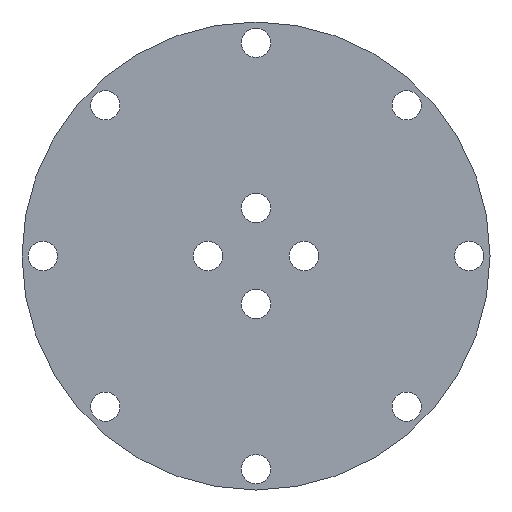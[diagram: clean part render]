
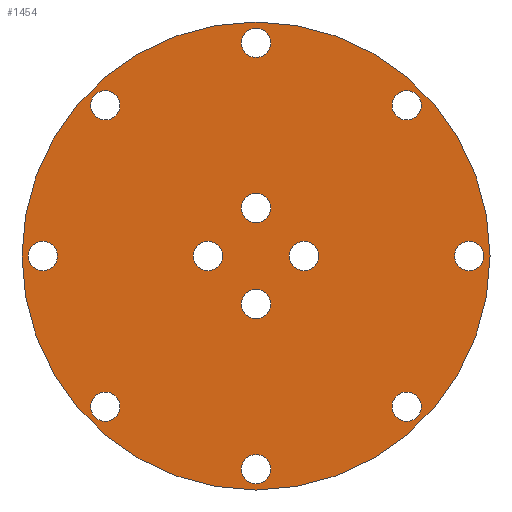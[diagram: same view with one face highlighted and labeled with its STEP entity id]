
A CAD part, front view. The second image highlights one B-rep face of the part: STEP entity #1454.
In plain terms, the highlighted planar face has unit normal (0, -1, 0).
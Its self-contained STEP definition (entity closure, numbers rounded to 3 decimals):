
#61=FACE_BOUND('',#297,.T.);
#62=FACE_BOUND('',#298,.T.);
#63=FACE_BOUND('',#299,.T.);
#64=FACE_BOUND('',#300,.T.);
#65=FACE_BOUND('',#301,.T.);
#66=FACE_BOUND('',#302,.T.);
#67=FACE_BOUND('',#303,.T.);
#68=FACE_BOUND('',#304,.T.);
#69=FACE_BOUND('',#305,.T.);
#70=FACE_BOUND('',#306,.T.);
#71=FACE_BOUND('',#307,.T.);
#72=FACE_BOUND('',#308,.T.);
#106=PLANE('',#1636);
#180=FACE_OUTER_BOUND('',#296,.T.);
#296=EDGE_LOOP('',(#1328));
#297=EDGE_LOOP('',(#1329));
#298=EDGE_LOOP('',(#1330));
#299=EDGE_LOOP('',(#1331));
#300=EDGE_LOOP('',(#1332));
#301=EDGE_LOOP('',(#1333));
#302=EDGE_LOOP('',(#1334));
#303=EDGE_LOOP('',(#1335));
#304=EDGE_LOOP('',(#1336));
#305=EDGE_LOOP('',(#1337));
#306=EDGE_LOOP('',(#1338));
#307=EDGE_LOOP('',(#1339));
#308=EDGE_LOOP('',(#1340));
#375=CIRCLE('',#1597,1.75);
#377=CIRCLE('',#1600,1.75);
#379=CIRCLE('',#1603,1.75);
#381=CIRCLE('',#1606,1.75);
#383=CIRCLE('',#1609,1.75);
#385=CIRCLE('',#1612,1.75);
#387=CIRCLE('',#1615,1.75);
#389=CIRCLE('',#1618,1.75);
#391=CIRCLE('',#1621,1.75);
#393=CIRCLE('',#1624,1.75);
#395=CIRCLE('',#1627,1.75);
#397=CIRCLE('',#1630,1.75);
#399=CIRCLE('',#1633,28.);
#715=VERTEX_POINT('',#2543);
#717=VERTEX_POINT('',#2549);
#719=VERTEX_POINT('',#2555);
#721=VERTEX_POINT('',#2561);
#723=VERTEX_POINT('',#2567);
#725=VERTEX_POINT('',#2573);
#727=VERTEX_POINT('',#2579);
#729=VERTEX_POINT('',#2585);
#731=VERTEX_POINT('',#2591);
#733=VERTEX_POINT('',#2597);
#735=VERTEX_POINT('',#2603);
#737=VERTEX_POINT('',#2609);
#739=VERTEX_POINT('',#2615);
#902=EDGE_CURVE('',#715,#715,#375,.T.);
#905=EDGE_CURVE('',#717,#717,#377,.T.);
#908=EDGE_CURVE('',#719,#719,#379,.T.);
#911=EDGE_CURVE('',#721,#721,#381,.T.);
#914=EDGE_CURVE('',#723,#723,#383,.T.);
#917=EDGE_CURVE('',#725,#725,#385,.T.);
#920=EDGE_CURVE('',#727,#727,#387,.T.);
#923=EDGE_CURVE('',#729,#729,#389,.T.);
#926=EDGE_CURVE('',#731,#731,#391,.T.);
#929=EDGE_CURVE('',#733,#733,#393,.T.);
#932=EDGE_CURVE('',#735,#735,#395,.T.);
#935=EDGE_CURVE('',#737,#737,#397,.T.);
#938=EDGE_CURVE('',#739,#739,#399,.T.);
#1328=ORIENTED_EDGE('',*,*,#938,.T.);
#1329=ORIENTED_EDGE('',*,*,#935,.T.);
#1330=ORIENTED_EDGE('',*,*,#932,.T.);
#1331=ORIENTED_EDGE('',*,*,#929,.T.);
#1332=ORIENTED_EDGE('',*,*,#926,.T.);
#1333=ORIENTED_EDGE('',*,*,#923,.T.);
#1334=ORIENTED_EDGE('',*,*,#920,.T.);
#1335=ORIENTED_EDGE('',*,*,#917,.T.);
#1336=ORIENTED_EDGE('',*,*,#914,.T.);
#1337=ORIENTED_EDGE('',*,*,#911,.T.);
#1338=ORIENTED_EDGE('',*,*,#908,.T.);
#1339=ORIENTED_EDGE('',*,*,#905,.T.);
#1340=ORIENTED_EDGE('',*,*,#902,.T.);
#1454=ADVANCED_FACE('',(#180,#61,#62,#63,#64,#65,#66,#67,#68,#69,#70,#71,
#72),#106,.F.);
#1597=AXIS2_PLACEMENT_3D('',#2544,#1974,#1975);
#1600=AXIS2_PLACEMENT_3D('',#2550,#1981,#1982);
#1603=AXIS2_PLACEMENT_3D('',#2556,#1988,#1989);
#1606=AXIS2_PLACEMENT_3D('',#2562,#1995,#1996);
#1609=AXIS2_PLACEMENT_3D('',#2568,#2002,#2003);
#1612=AXIS2_PLACEMENT_3D('',#2574,#2009,#2010);
#1615=AXIS2_PLACEMENT_3D('',#2580,#2016,#2017);
#1618=AXIS2_PLACEMENT_3D('',#2586,#2023,#2024);
#1621=AXIS2_PLACEMENT_3D('',#2592,#2030,#2031);
#1624=AXIS2_PLACEMENT_3D('',#2598,#2037,#2038);
#1627=AXIS2_PLACEMENT_3D('',#2604,#2044,#2045);
#1630=AXIS2_PLACEMENT_3D('',#2610,#2051,#2052);
#1633=AXIS2_PLACEMENT_3D('',#2616,#2058,#2059);
#1636=AXIS2_PLACEMENT_3D('',#2621,#2065,#2066);
#1974=DIRECTION('center_axis',(0.,1.,0.));
#1975=DIRECTION('ref_axis',(1.,0.,0.));
#1981=DIRECTION('center_axis',(0.,1.,0.));
#1982=DIRECTION('ref_axis',(1.,0.,0.));
#1988=DIRECTION('center_axis',(0.,1.,0.));
#1989=DIRECTION('ref_axis',(1.,0.,0.));
#1995=DIRECTION('center_axis',(0.,1.,0.));
#1996=DIRECTION('ref_axis',(1.,0.,0.));
#2002=DIRECTION('center_axis',(0.,1.,0.));
#2003=DIRECTION('ref_axis',(1.,0.,0.));
#2009=DIRECTION('center_axis',(0.,1.,0.));
#2010=DIRECTION('ref_axis',(1.,0.,0.));
#2016=DIRECTION('center_axis',(0.,1.,0.));
#2017=DIRECTION('ref_axis',(1.,0.,0.));
#2023=DIRECTION('center_axis',(0.,1.,0.));
#2024=DIRECTION('ref_axis',(1.,0.,0.));
#2030=DIRECTION('center_axis',(0.,1.,0.));
#2031=DIRECTION('ref_axis',(1.,0.,0.));
#2037=DIRECTION('center_axis',(0.,1.,0.));
#2038=DIRECTION('ref_axis',(1.,0.,0.));
#2044=DIRECTION('center_axis',(0.,1.,0.));
#2045=DIRECTION('ref_axis',(1.,0.,0.));
#2051=DIRECTION('center_axis',(0.,1.,0.));
#2052=DIRECTION('ref_axis',(1.,0.,0.));
#2058=DIRECTION('center_axis',(0.,-1.,0.));
#2059=DIRECTION('ref_axis',(1.,0.,0.));
#2065=DIRECTION('center_axis',(0.,1.,0.));
#2066=DIRECTION('ref_axis',(1.,0.,0.));
#2543=CARTESIAN_POINT('',(4.,-3.,0.));
#2544=CARTESIAN_POINT('Origin',(5.75,-3.,0.));
#2549=CARTESIAN_POINT('',(16.281,-3.,-18.031));
#2550=CARTESIAN_POINT('Origin',(18.031,-3.,-18.031));
#2555=CARTESIAN_POINT('',(-19.781,-3.,18.031));
#2556=CARTESIAN_POINT('Origin',(-18.031,-3.,18.031));
#2561=CARTESIAN_POINT('',(-27.25,-3.,0.));
#2562=CARTESIAN_POINT('Origin',(-25.5,-3.,0.));
#2567=CARTESIAN_POINT('',(-19.781,-3.,-18.031));
#2568=CARTESIAN_POINT('Origin',(-18.031,-3.,-18.031));
#2573=CARTESIAN_POINT('',(23.75,-3.,0.));
#2574=CARTESIAN_POINT('Origin',(25.5,-3.,0.));
#2579=CARTESIAN_POINT('',(-1.75,-3.,25.5));
#2580=CARTESIAN_POINT('Origin',(0.,-3.,25.5));
#2585=CARTESIAN_POINT('',(-1.75,-3.,5.75));
#2586=CARTESIAN_POINT('Origin',(0.,-3.,5.75));
#2591=CARTESIAN_POINT('',(-7.5,-3.,0.));
#2592=CARTESIAN_POINT('Origin',(-5.75,-3.,0.));
#2597=CARTESIAN_POINT('',(-1.75,-3.,-5.75));
#2598=CARTESIAN_POINT('Origin',(0.,-3.,-5.75));
#2603=CARTESIAN_POINT('',(16.281,-3.,18.031));
#2604=CARTESIAN_POINT('Origin',(18.031,-3.,18.031));
#2609=CARTESIAN_POINT('',(-1.75,-3.,-25.5));
#2610=CARTESIAN_POINT('Origin',(0.,-3.,-25.5));
#2615=CARTESIAN_POINT('',(-28.,-3.,0.));
#2616=CARTESIAN_POINT('Origin',(0.,-3.,0.));
#2621=CARTESIAN_POINT('Origin',(0.,-3.,0.));
